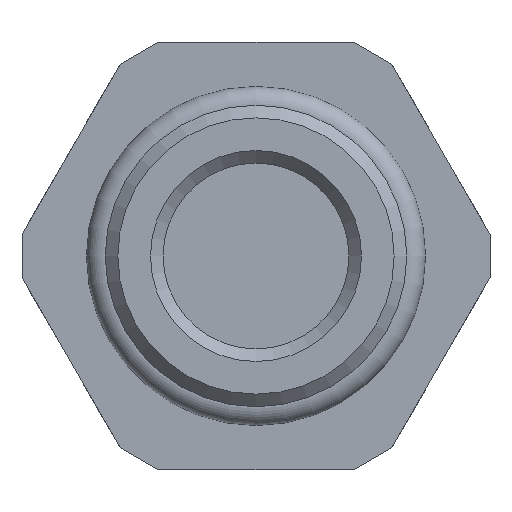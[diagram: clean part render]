
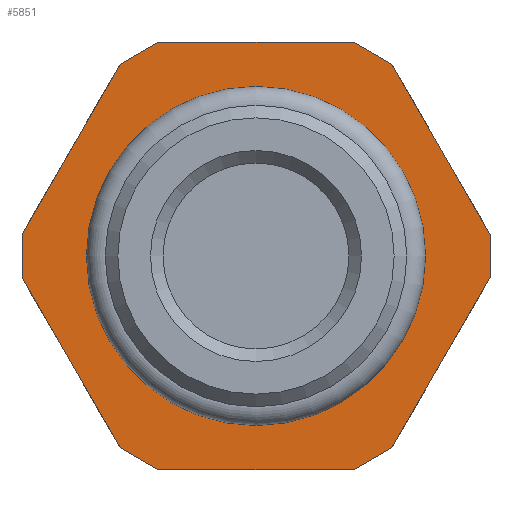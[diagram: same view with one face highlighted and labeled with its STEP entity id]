
A CAD part, front view. The second image highlights one B-rep face of the part: STEP entity #5851.
In plain terms, the highlighted planar face has unit normal (0, -1, 0).
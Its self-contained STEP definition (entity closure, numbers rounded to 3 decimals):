
#117=FACE_BOUND('',#1050,.T.);
#384=PLANE('',#6242);
#702=FACE_OUTER_BOUND('',#1049,.T.);
#1049=EDGE_LOOP('',(#5427,#5428,#5429,#5430,#5431,#5432,#5433,#5434,#5435,
#5436,#5437,#5438));
#1050=EDGE_LOOP('',(#5439,#5440));
#1482=CIRCLE('',#6239,6.559);
#1483=CIRCLE('',#6240,6.559);
#1855=LINE('',#12935,#2241);
#1857=LINE('',#12947,#2243);
#1859=LINE('',#12955,#2245);
#1861=LINE('',#12967,#2247);
#1863=LINE('',#12975,#2249);
#1865=LINE('',#12987,#2251);
#1868=LINE('',#12996,#2254);
#1870=LINE('',#13008,#2256);
#1872=LINE('',#13016,#2258);
#1874=LINE('',#13028,#2260);
#1876=LINE('',#13036,#2262);
#1877=LINE('',#13045,#2263);
#2241=VECTOR('',#7250,10.);
#2243=VECTOR('',#7254,10.);
#2245=VECTOR('',#7258,10.);
#2247=VECTOR('',#7262,10.);
#2249=VECTOR('',#7266,10.);
#2251=VECTOR('',#7270,10.);
#2254=VECTOR('',#7275,10.);
#2256=VECTOR('',#7279,10.);
#2258=VECTOR('',#7283,10.);
#2260=VECTOR('',#7287,10.);
#2262=VECTOR('',#7291,10.);
#2263=VECTOR('',#7294,10.);
#2798=VERTEX_POINT('',#12932);
#2799=VERTEX_POINT('',#12934);
#2802=VERTEX_POINT('',#12946);
#2804=VERTEX_POINT('',#12954);
#2807=VERTEX_POINT('',#12966);
#2809=VERTEX_POINT('',#12974);
#2812=VERTEX_POINT('',#12986);
#2814=VERTEX_POINT('',#12994);
#2817=VERTEX_POINT('',#13006);
#2819=VERTEX_POINT('',#13014);
#2822=VERTEX_POINT('',#13026);
#2824=VERTEX_POINT('',#13034);
#2841=VERTEX_POINT('',#13100);
#2842=VERTEX_POINT('',#13101);
#3647=EDGE_CURVE('',#2799,#2798,#1855,.T.);
#3651=EDGE_CURVE('',#2802,#2799,#1857,.T.);
#3654=EDGE_CURVE('',#2804,#2802,#1859,.T.);
#3658=EDGE_CURVE('',#2807,#2804,#1861,.T.);
#3661=EDGE_CURVE('',#2809,#2807,#1863,.T.);
#3665=EDGE_CURVE('',#2812,#2809,#1865,.T.);
#3669=EDGE_CURVE('',#2798,#2814,#1868,.T.);
#3673=EDGE_CURVE('',#2814,#2817,#1870,.T.);
#3676=EDGE_CURVE('',#2817,#2819,#1872,.T.);
#3680=EDGE_CURVE('',#2819,#2822,#1874,.T.);
#3683=EDGE_CURVE('',#2822,#2824,#1876,.T.);
#3686=EDGE_CURVE('',#2824,#2812,#1877,.T.);
#3713=EDGE_CURVE('',#2841,#2842,#1482,.T.);
#3714=EDGE_CURVE('',#2842,#2841,#1483,.T.);
#5427=ORIENTED_EDGE('',*,*,#3661,.T.);
#5428=ORIENTED_EDGE('',*,*,#3658,.T.);
#5429=ORIENTED_EDGE('',*,*,#3654,.T.);
#5430=ORIENTED_EDGE('',*,*,#3651,.T.);
#5431=ORIENTED_EDGE('',*,*,#3647,.T.);
#5432=ORIENTED_EDGE('',*,*,#3669,.T.);
#5433=ORIENTED_EDGE('',*,*,#3673,.T.);
#5434=ORIENTED_EDGE('',*,*,#3676,.T.);
#5435=ORIENTED_EDGE('',*,*,#3680,.T.);
#5436=ORIENTED_EDGE('',*,*,#3683,.T.);
#5437=ORIENTED_EDGE('',*,*,#3686,.T.);
#5438=ORIENTED_EDGE('',*,*,#3665,.T.);
#5439=ORIENTED_EDGE('',*,*,#3713,.T.);
#5440=ORIENTED_EDGE('',*,*,#3714,.T.);
#5851=ADVANCED_FACE('',(#702,#117),#384,.T.);
#6239=AXIS2_PLACEMENT_3D('',#13102,#7368,#7369);
#6240=AXIS2_PLACEMENT_3D('',#13103,#7370,#7371);
#6242=AXIS2_PLACEMENT_3D('',#13105,#7374,#7375);
#7250=DIRECTION('',(0.5,0.,0.866));
#7254=DIRECTION('',(0.866,0.,0.5));
#7258=DIRECTION('',(1.,0.,0.));
#7262=DIRECTION('',(0.866,0.,-0.5));
#7266=DIRECTION('',(0.5,0.,-0.866));
#7270=DIRECTION('',(0.,0.,-1.));
#7275=DIRECTION('',(0.,0.,1.));
#7279=DIRECTION('',(-0.5,0.,0.866));
#7283=DIRECTION('',(-0.866,0.,0.5));
#7287=DIRECTION('',(-1.,0.,0.));
#7291=DIRECTION('',(-0.866,0.,-0.5));
#7294=DIRECTION('',(-0.5,0.,-0.866));
#7368=DIRECTION('center_axis',(0.,1.,0.));
#7369=DIRECTION('ref_axis',(-1.,0.,0.));
#7370=DIRECTION('center_axis',(0.,1.,0.));
#7371=DIRECTION('ref_axis',(-1.,0.,0.));
#7374=DIRECTION('center_axis',(0.,-1.,0.));
#7375=DIRECTION('ref_axis',(0.,0.,-1.));
#12932=CARTESIAN_POINT('',(9.315,6.849,-0.866));
#12934=CARTESIAN_POINT('',(5.407,6.849,-7.634));
#12935=CARTESIAN_POINT('',(7.022,6.849,-4.838));
#12946=CARTESIAN_POINT('',(3.907,6.849,-8.5));
#12947=CARTESIAN_POINT('',(1.084,6.849,-10.13));
#12954=CARTESIAN_POINT('',(-3.907,6.849,-8.5));
#12955=CARTESIAN_POINT('',(-3.311,6.849,-8.5));
#12966=CARTESIAN_POINT('',(-5.407,6.849,-7.634));
#12967=CARTESIAN_POINT('',(-8.231,6.849,-6.004));
#12974=CARTESIAN_POINT('',(-9.315,6.849,-0.866));
#12975=CARTESIAN_POINT('',(-7.701,6.849,-3.662));
#12986=CARTESIAN_POINT('',(-9.315,6.849,0.866));
#12987=CARTESIAN_POINT('',(-9.315,6.849,-0.433));
#12994=CARTESIAN_POINT('',(9.315,6.849,0.866));
#12996=CARTESIAN_POINT('',(9.315,6.849,0.433));
#13006=CARTESIAN_POINT('',(5.407,6.849,7.634));
#13008=CARTESIAN_POINT('',(5.068,6.849,8.222));
#13014=CARTESIAN_POINT('',(3.907,6.849,8.5));
#13016=CARTESIAN_POINT('',(0.334,6.849,10.563));
#13026=CARTESIAN_POINT('',(-3.907,6.849,8.5));
#13028=CARTESIAN_POINT('',(-7.218,6.849,8.5));
#13034=CARTESIAN_POINT('',(-5.407,6.849,7.634));
#13036=CARTESIAN_POINT('',(-8.981,6.849,5.571));
#13045=CARTESIAN_POINT('',(-9.654,6.849,0.278));
#13100=CARTESIAN_POINT('',(-6.559,6.849,0.));
#13101=CARTESIAN_POINT('',(0.,6.849,-6.559));
#13102=CARTESIAN_POINT('Origin',(0.,6.849,0.));
#13103=CARTESIAN_POINT('Origin',(0.,6.849,0.));
#13105=CARTESIAN_POINT('Origin',(-10.53,6.849,0.));
